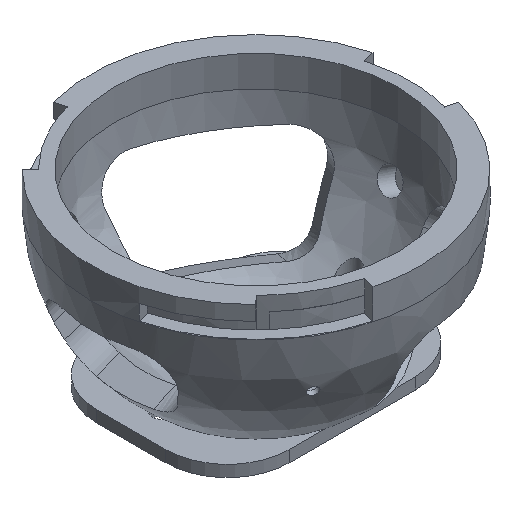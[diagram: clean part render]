
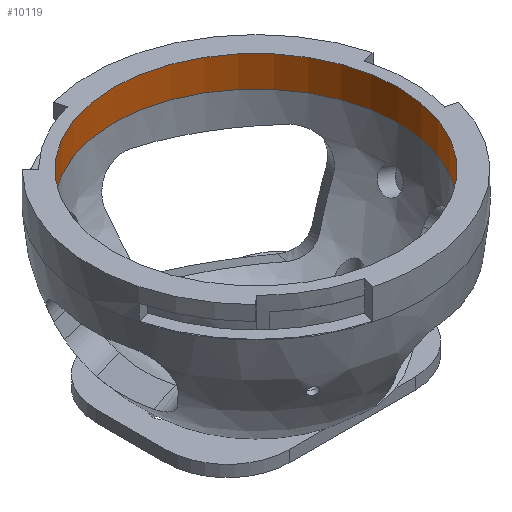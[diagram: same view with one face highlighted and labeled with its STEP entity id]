
A CAD part, isometric view. The second image highlights one B-rep face of the part: STEP entity #10119.
In plain terms, the highlighted cylindrical face has radius 18.5 mm (diameter 37 mm), a full revolution.
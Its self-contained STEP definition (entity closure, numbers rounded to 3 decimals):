
#95 = PLANE('',#96);
#96 = AXIS2_PLACEMENT_3D('',#97,#98,#99);
#97 = CARTESIAN_POINT('',(0.,0.,4.));
#98 = DIRECTION('',(0.,0.,1.));
#99 = DIRECTION('',(0.,-1.,0.));
#4429 = EDGE_CURVE('',#4430,#4430,#4432,.T.);
#4430 = VERTEX_POINT('',#4431);
#4431 = CARTESIAN_POINT('',(0.,-18.5,4.));
#4432 = SURFACE_CURVE('',#4433,(#4438,#4445),.PCURVE_S1.);
#4433 = CIRCLE('',#4434,18.5);
#4434 = AXIS2_PLACEMENT_3D('',#4435,#4436,#4437);
#4435 = CARTESIAN_POINT('',(0.,0.,4.));
#4436 = DIRECTION('',(-0.,0.,1.));
#4437 = DIRECTION('',(0.,-1.,0.));
#4438 = PCURVE('',#95,#4439);
#4439 = DEFINITIONAL_REPRESENTATION('',(#4440),#4444);
#4440 = CIRCLE('',#4441,18.5);
#4441 = AXIS2_PLACEMENT_2D('',#4442,#4443);
#4442 = CARTESIAN_POINT('',(0.,0.));
#4443 = DIRECTION('',(1.,0.));
#4444 = ( GEOMETRIC_REPRESENTATION_CONTEXT(2) 
PARAMETRIC_REPRESENTATION_CONTEXT() REPRESENTATION_CONTEXT('2D SPACE',''
  ) );
#4445 = PCURVE('',#4446,#4451);
#4446 = CYLINDRICAL_SURFACE('',#4447,18.5);
#4447 = AXIS2_PLACEMENT_3D('',#4448,#4449,#4450);
#4448 = CARTESIAN_POINT('',(0.,0.,-8.));
#4449 = DIRECTION('',(0.,0.,1.));
#4450 = DIRECTION('',(0.,-1.,0.));
#4451 = DEFINITIONAL_REPRESENTATION('',(#4452),#4456);
#4452 = LINE('',#4453,#4454);
#4453 = CARTESIAN_POINT('',(0.,12.));
#4454 = VECTOR('',#4455,1.);
#4455 = DIRECTION('',(1.,0.));
#4456 = ( GEOMETRIC_REPRESENTATION_CONTEXT(2) 
PARAMETRIC_REPRESENTATION_CONTEXT() REPRESENTATION_CONTEXT('2D SPACE',''
  ) );
#5952 = SPHERICAL_SURFACE('',#5953,18.5);
#5953 = AXIS2_PLACEMENT_3D('',#5954,#5955,#5956);
#5954 = CARTESIAN_POINT('',(0.,0.,0.));
#5955 = DIRECTION('',(0.,0.,1.));
#5956 = DIRECTION('',(0.,-1.,0.));
#10119 = ADVANCED_FACE('',(#10120),#4446,.F.);
#10120 = FACE_BOUND('',#10121,.F.);
#10121 = EDGE_LOOP('',(#10122,#10123,#10146,#10168));
#10122 = ORIENTED_EDGE('',*,*,#4429,.F.);
#10123 = ORIENTED_EDGE('',*,*,#10124,.F.);
#10124 = EDGE_CURVE('',#10125,#4430,#10127,.T.);
#10125 = VERTEX_POINT('',#10126);
#10126 = CARTESIAN_POINT('',(0.,-18.5,
    0.));
#10127 = SEAM_CURVE('',#10128,(#10132,#10139),.PCURVE_S1.);
#10128 = LINE('',#10129,#10130);
#10129 = CARTESIAN_POINT('',(0.,-18.5,-8.));
#10130 = VECTOR('',#10131,1.);
#10131 = DIRECTION('',(0.,0.,1.));
#10132 = PCURVE('',#4446,#10133);
#10133 = DEFINITIONAL_REPRESENTATION('',(#10134),#10138);
#10134 = LINE('',#10135,#10136);
#10135 = CARTESIAN_POINT('',(6.283,-0.));
#10136 = VECTOR('',#10137,1.);
#10137 = DIRECTION('',(0.,1.));
#10138 = ( GEOMETRIC_REPRESENTATION_CONTEXT(2) 
PARAMETRIC_REPRESENTATION_CONTEXT() REPRESENTATION_CONTEXT('2D SPACE',''
  ) );
#10139 = PCURVE('',#4446,#10140);
#10140 = DEFINITIONAL_REPRESENTATION('',(#10141),#10145);
#10141 = LINE('',#10142,#10143);
#10142 = CARTESIAN_POINT('',(0.,-0.));
#10143 = VECTOR('',#10144,1.);
#10144 = DIRECTION('',(0.,1.));
#10145 = ( GEOMETRIC_REPRESENTATION_CONTEXT(2) 
PARAMETRIC_REPRESENTATION_CONTEXT() REPRESENTATION_CONTEXT('2D SPACE',''
  ) );
#10146 = ORIENTED_EDGE('',*,*,#10147,.T.);
#10147 = EDGE_CURVE('',#10125,#10125,#10148,.T.);
#10148 = SURFACE_CURVE('',#10149,(#10154,#10161),.PCURVE_S1.);
#10149 = CIRCLE('',#10150,18.5);
#10150 = AXIS2_PLACEMENT_3D('',#10151,#10152,#10153);
#10151 = CARTESIAN_POINT('',(0.,0.,0.));
#10152 = DIRECTION('',(-0.,0.,1.));
#10153 = DIRECTION('',(0.,-1.,0.));
#10154 = PCURVE('',#4446,#10155);
#10155 = DEFINITIONAL_REPRESENTATION('',(#10156),#10160);
#10156 = LINE('',#10157,#10158);
#10157 = CARTESIAN_POINT('',(0.,8.));
#10158 = VECTOR('',#10159,1.);
#10159 = DIRECTION('',(1.,0.));
#10160 = ( GEOMETRIC_REPRESENTATION_CONTEXT(2) 
PARAMETRIC_REPRESENTATION_CONTEXT() REPRESENTATION_CONTEXT('2D SPACE',''
  ) );
#10161 = PCURVE('',#5952,#10162);
#10162 = DEFINITIONAL_REPRESENTATION('',(#10163),#10167);
#10163 = LINE('',#10164,#10165);
#10164 = CARTESIAN_POINT('',(0.,0.));
#10165 = VECTOR('',#10166,1.);
#10166 = DIRECTION('',(1.,0.));
#10167 = ( GEOMETRIC_REPRESENTATION_CONTEXT(2) 
PARAMETRIC_REPRESENTATION_CONTEXT() REPRESENTATION_CONTEXT('2D SPACE',''
  ) );
#10168 = ORIENTED_EDGE('',*,*,#10124,.T.);
